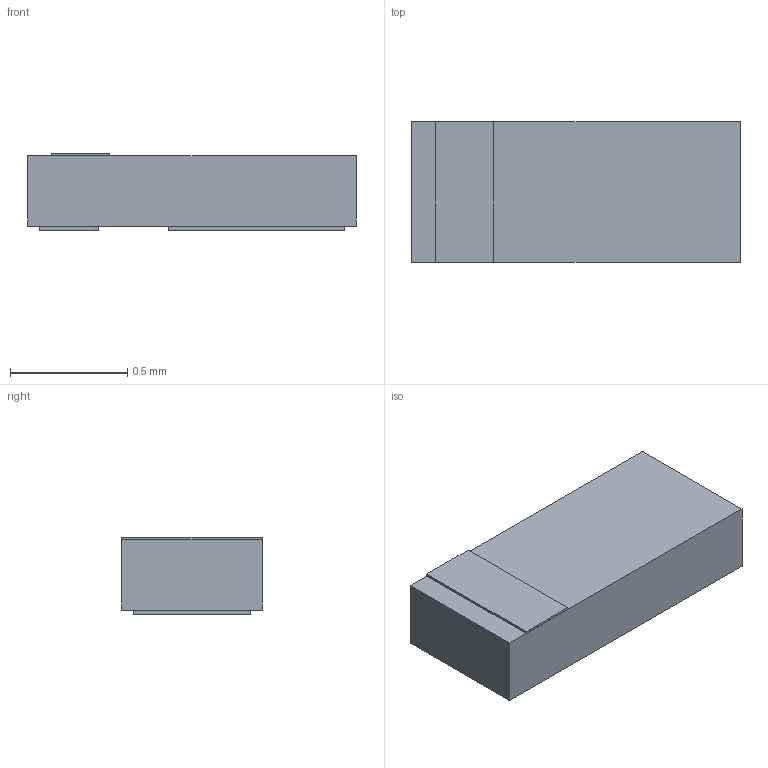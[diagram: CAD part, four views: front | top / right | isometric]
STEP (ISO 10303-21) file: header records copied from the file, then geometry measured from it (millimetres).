
FILE_DESCRIPTION(('HOOPS Exchange Step'),'2;1');
FILE_NAME('temp_export','2024-08-03T23:50:53+03:00',('kaa'),('Shapr3D Limited'),'HOOPS Exchange 2024.2','Shapr3D','Authorized');
FILE_SCHEMA( ('AUTOMOTIVE_DESIGN { 1 0 10303 214 1 1 1 1 }') );
Length unit declared in the file: millimetre
Products named in the file (1): root
Bounding box: 1.4 x 0.6 x 0.33 mm (x, y, z)
Volume: 0.3 mm3; surface area: 4.3 mm2
Topology: 4 solids, 4 shells, 26 faces, 56 edges, 40 vertices
Faces by surface type: plane 26
Entity records: 739 total; most frequent: CARTESIAN_POINT 123, ORIENTED_EDGE 112, DIRECTION 110, VECTOR 56, LINE 56, EDGE_CURVE 56, VERTEX_POINT 40, EDGE_LOOP 28
